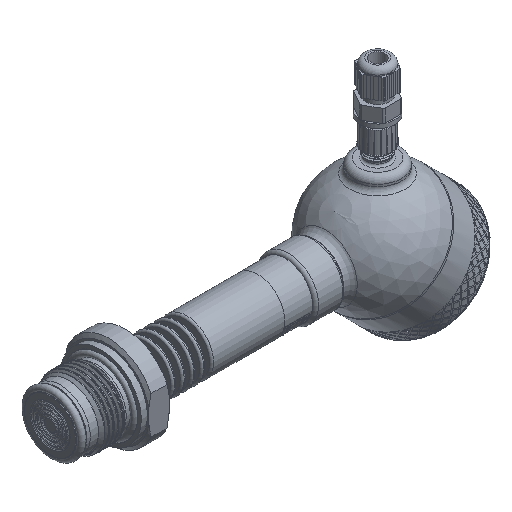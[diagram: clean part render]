
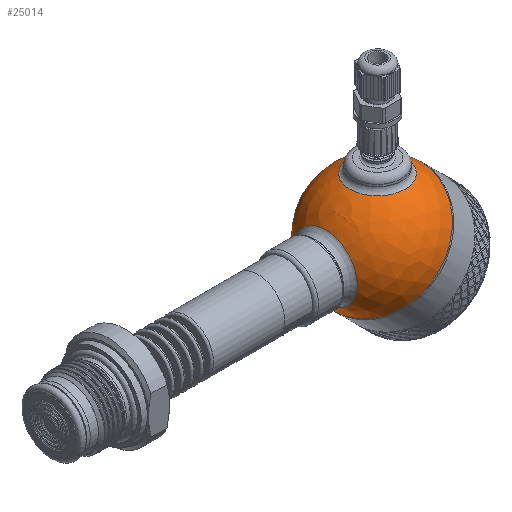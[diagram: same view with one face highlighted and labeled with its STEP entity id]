
A CAD part, isometric view. The second image highlights one B-rep face of the part: STEP entity #25014.
In plain terms, the highlighted spherical face has radius 30 mm.
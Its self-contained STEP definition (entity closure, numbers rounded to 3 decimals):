
#59=SPHERICAL_SURFACE('',#26636,30.);
#1139=FACE_BOUND('',#7851,.T.);
#1140=FACE_BOUND('',#7852,.T.);
#6208=FACE_OUTER_BOUND('',#7850,.T.);
#7850=EDGE_LOOP('',(#18616,#18617,#18618,#18619));
#7851=EDGE_LOOP('',(#18620));
#7852=EDGE_LOOP('',(#18621));
#9453=CIRCLE('',#26633,15.643);
#9456=CIRCLE('',#26637,30.);
#9457=CIRCLE('',#26638,30.);
#9458=CIRCLE('',#26639,30.);
#9459=CIRCLE('',#26640,13.5);
#10574=VERTEX_POINT('',#42667);
#10576=VERTEX_POINT('',#42673);
#10577=VERTEX_POINT('',#42674);
#10578=VERTEX_POINT('',#42676);
#10579=VERTEX_POINT('',#42679);
#13568=EDGE_CURVE('',#10574,#10574,#9453,.T.);
#13571=EDGE_CURVE('',#10576,#10577,#9456,.T.);
#13572=EDGE_CURVE('',#10576,#10578,#9457,.T.);
#13573=EDGE_CURVE('',#10577,#10576,#9458,.T.);
#13574=EDGE_CURVE('',#10579,#10579,#9459,.T.);
#18616=ORIENTED_EDGE('',*,*,#13571,.F.);
#18617=ORIENTED_EDGE('',*,*,#13572,.T.);
#18618=ORIENTED_EDGE('',*,*,#13572,.F.);
#18619=ORIENTED_EDGE('',*,*,#13573,.F.);
#18620=ORIENTED_EDGE('',*,*,#13568,.F.);
#18621=ORIENTED_EDGE('',*,*,#13574,.F.);
#25014=ADVANCED_FACE('',(#6208,#1139,#1140),#59,.T.);
#26633=AXIS2_PLACEMENT_3D('',#42668,#28625,#28626);
#26636=AXIS2_PLACEMENT_3D('',#42672,#28631,#28632);
#26637=AXIS2_PLACEMENT_3D('',#42675,#28633,#28634);
#26638=AXIS2_PLACEMENT_3D('',#42677,#28635,#28636);
#26639=AXIS2_PLACEMENT_3D('',#42678,#28637,#28638);
#26640=AXIS2_PLACEMENT_3D('',#42680,#28639,#28640);
#28625=DIRECTION('center_axis',(-0.707,0.,0.707));
#28626=DIRECTION('ref_axis',(0.707,0.,0.707));
#28631=DIRECTION('center_axis',(1.,0.,0.));
#28632=DIRECTION('ref_axis',(0.,-1.,0.));
#28633=DIRECTION('center_axis',(1.,0.,0.));
#28634=DIRECTION('ref_axis',(0.,1.,0.));
#28635=DIRECTION('center_axis',(0.,0.,1.));
#28636=DIRECTION('ref_axis',(0.,1.,0.));
#28637=DIRECTION('center_axis',(1.,0.,0.));
#28638=DIRECTION('ref_axis',(0.,1.,0.));
#28639=DIRECTION('center_axis',(-0.707,0.,-0.707));
#28640=DIRECTION('ref_axis',(-0.707,0.,0.707));
#42667=CARTESIAN_POINT('',(-29.162,0.,7.04));
#42668=CARTESIAN_POINT('Origin',(-18.101,0.,18.101));
#42672=CARTESIAN_POINT('Origin',(0.,0.,0.));
#42673=CARTESIAN_POINT('',(0.,30.,0.));
#42674=CARTESIAN_POINT('',(0.,-30.,0.));
#42675=CARTESIAN_POINT('Origin',(0.,0.,0.));
#42676=CARTESIAN_POINT('',(-30.,0.,0.));
#42677=CARTESIAN_POINT('Origin',(0.,0.,0.));
#42678=CARTESIAN_POINT('Origin',(0.,0.,0.));
#42679=CARTESIAN_POINT('',(-9.398,0.,-28.49));
#42680=CARTESIAN_POINT('Origin',(-18.944,0.,-18.944));
